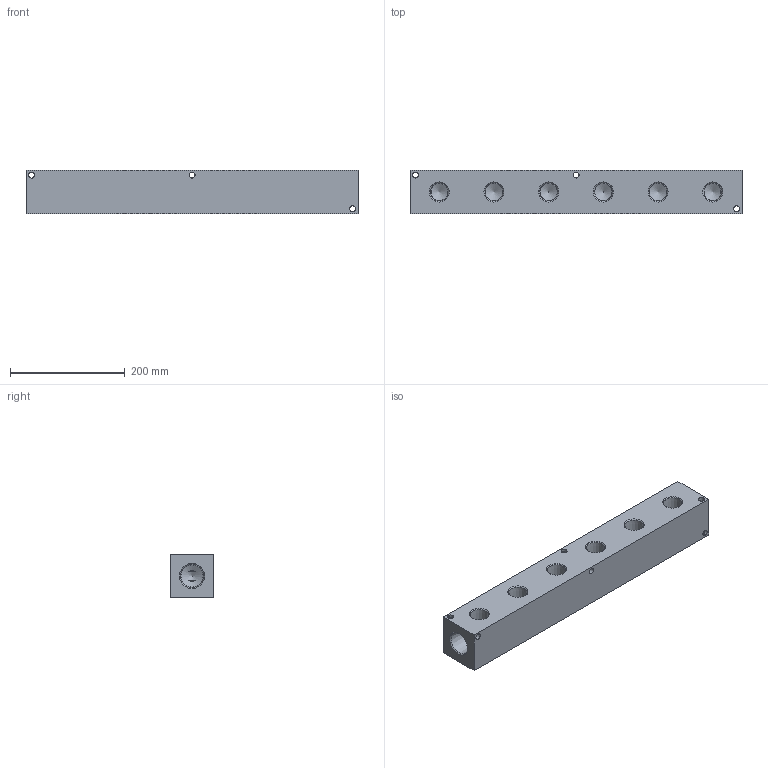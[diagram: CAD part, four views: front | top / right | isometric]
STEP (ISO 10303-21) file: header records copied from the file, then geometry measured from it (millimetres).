
FILE_DESCRIPTION( ( 'STEP AP214' ), ' ' );
FILE_NAME( 'AH1800616P.stp', '2018-07-02T17:14:22', ( '' ), ( '' ), ' ', 'PARTsolutions', ' ' );
FILE_SCHEMA( ( 'AUTOMOTIVE_DESIGN { 1 0 10303 214 1 1 1 1 }' ) );
Length unit declared in the file: inch
Products named in the file (1): _AH1800616P
Bounding box: 577.85 x 76.2 x 76.2 mm (x, y, z)
Volume: 2936051.2 mm3; surface area: 242093 mm2
Topology: 1 solids, 1 shells, 168 faces, 461 edges, 291 vertices
Faces by surface type: plane 80, cylinder 46, cone 42
Full cylindrical faces by diameter (mm): 10.414 x12
Entity records: 6472 total; most frequent: CARTESIAN_POINT 989, DIRECTION 862, ORIENTED_EDGE 784, EDGE_CURVE 392, AXIS2_PLACEMENT_3D 309, VERTEX_POINT 280, EDGE_LOOP 258, LINE 244
